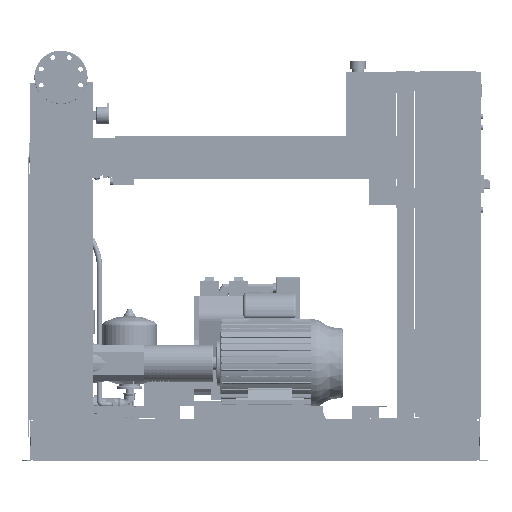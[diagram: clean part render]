
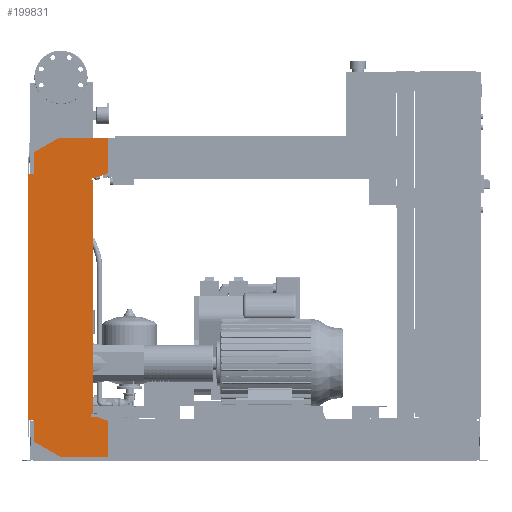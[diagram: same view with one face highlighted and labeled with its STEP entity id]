
A CAD part, front view. The second image highlights one B-rep face of the part: STEP entity #199831.
In plain terms, the highlighted free-form (B-spline) face has degree [1, 1] with [2, 2] control points.
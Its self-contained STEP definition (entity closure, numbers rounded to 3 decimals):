
#199316=CARTESIAN_POINT('',(-102.0,-565.5,1076.0));
#199317=VERTEX_POINT('',#199316);
#199324=CARTESIAN_POINT('',(-102.0,-565.5,1158.574));
#199325=VERTEX_POINT('',#199324);
#199326=CARTESIAN_POINT('',(-102.0,-565.5,1076.0));
#199327=DIRECTION('',(0.0,0.0,1.0));
#199328=VECTOR('',#199327,82.574);
#199329=LINE('',#199326,#199328);
#199330=EDGE_CURVE('',#199317,#199325,#199329,.T.);
#199348=CARTESIAN_POINT('',(-6.,-565.5,1214.0));
#199349=VERTEX_POINT('',#199348);
#199350=CARTESIAN_POINT('',(-102.0,-565.5,1158.574));
#199351=DIRECTION('',(0.866,0.0,0.5));
#199352=VECTOR('',#199351,110.851);
#199353=LINE('',#199350,#199352);
#199354=EDGE_CURVE('',#199325,#199349,#199353,.T.);
#199372=CARTESIAN_POINT('',(177.0,-565.5,1214.0));
#199373=VERTEX_POINT('',#199372);
#199374=CARTESIAN_POINT('',(-6.,-565.5,1214.0));
#199375=DIRECTION('',(1.0,0.0,0.0));
#199376=VECTOR('',#199375,183.0);
#199377=LINE('',#199374,#199376);
#199378=EDGE_CURVE('',#199349,#199373,#199377,.T.);
#199396=CARTESIAN_POINT('',(177.0,-565.5,1080.379));
#199397=VERTEX_POINT('',#199396);
#199398=CARTESIAN_POINT('',(177.0,-565.5,1214.0));
#199399=DIRECTION('',(0.0,0.0,-1.0));
#199400=VECTOR('',#199399,133.621);
#199401=LINE('',#199398,#199400);
#199402=EDGE_CURVE('',#199373,#199397,#199401,.T.);
#199420=CARTESIAN_POINT('',(132.,-565.5,1064.0));
#199421=VERTEX_POINT('',#199420);
#199422=CARTESIAN_POINT('',(177.0,-565.5,1080.379));
#199423=DIRECTION('',(-0.94,0.0,-0.342));
#199424=VECTOR('',#199423,47.888);
#199425=LINE('',#199422,#199424);
#199426=EDGE_CURVE('',#199397,#199421,#199425,.T.);
#199444=CARTESIAN_POINT('',(112.0,-565.5,1064.0));
#199445=VERTEX_POINT('',#199444);
#199446=CARTESIAN_POINT('',(132.,-565.5,1064.0));
#199447=DIRECTION('',(-1.0,0.0,0.0));
#199448=VECTOR('',#199447,20.);
#199449=LINE('',#199446,#199448);
#199450=EDGE_CURVE('',#199421,#199445,#199449,.T.);
#199468=CARTESIAN_POINT('',(112.0,-565.5,1056.0));
#199469=VERTEX_POINT('',#199468);
#199470=CARTESIAN_POINT('',(112.0,-565.5,1064.0));
#199471=DIRECTION('',(0.0,0.0,-1.0));
#199472=VECTOR('',#199471,8.0);
#199473=LINE('',#199470,#199472);
#199474=EDGE_CURVE('',#199445,#199469,#199473,.T.);
#199492=CARTESIAN_POINT('',(120.,-565.5,1056.0));
#199493=VERTEX_POINT('',#199492);
#199494=CARTESIAN_POINT('',(112.0,-565.5,1056.0));
#199495=DIRECTION('',(1.0,0.0,0.0));
#199496=VECTOR('',#199495,8.);
#199497=LINE('',#199494,#199496);
#199498=EDGE_CURVE('',#199469,#199493,#199497,.T.);
#199516=CARTESIAN_POINT('',(120.,-565.5,176.));
#199517=VERTEX_POINT('',#199516);
#199528=CARTESIAN_POINT('',(120.,-565.5,1056.0));
#199529=DIRECTION('',(0.0,0.0,-1.0));
#199530=VECTOR('',#199529,880.);
#199531=LINE('',#199528,#199530);
#199532=EDGE_CURVE('',#199493,#199517,#199531,.T.);
#199546=CARTESIAN_POINT('',(112.,-565.5,176.));
#199547=VERTEX_POINT('',#199546);
#199548=CARTESIAN_POINT('',(120.,-565.5,176.));
#199549=DIRECTION('',(-1.0,0.0,0.0));
#199550=VECTOR('',#199549,8.);
#199551=LINE('',#199548,#199550);
#199552=EDGE_CURVE('',#199517,#199547,#199551,.T.);
#199570=CARTESIAN_POINT('',(112.,-565.5,168.));
#199571=VERTEX_POINT('',#199570);
#199572=CARTESIAN_POINT('',(112.,-565.5,176.));
#199573=DIRECTION('',(0.0,0.0,-1.0));
#199574=VECTOR('',#199573,8.0);
#199575=LINE('',#199572,#199574);
#199576=EDGE_CURVE('',#199547,#199571,#199575,.T.);
#199594=CARTESIAN_POINT('',(132.,-565.5,168.));
#199595=VERTEX_POINT('',#199594);
#199596=CARTESIAN_POINT('',(112.,-565.5,168.));
#199597=DIRECTION('',(1.0,0.0,0.0));
#199598=VECTOR('',#199597,20.0);
#199599=LINE('',#199596,#199598);
#199600=EDGE_CURVE('',#199571,#199595,#199599,.T.);
#199618=CARTESIAN_POINT('',(177.,-565.5,151.621));
#199619=VERTEX_POINT('',#199618);
#199620=CARTESIAN_POINT('',(132.,-565.5,168.));
#199621=DIRECTION('',(0.94,0.0,-0.342));
#199622=VECTOR('',#199621,47.888);
#199623=LINE('',#199620,#199622);
#199624=EDGE_CURVE('',#199595,#199619,#199623,.T.);
#199642=CARTESIAN_POINT('',(177.,-565.5,18.0));
#199643=VERTEX_POINT('',#199642);
#199644=CARTESIAN_POINT('',(177.,-565.5,151.621));
#199645=DIRECTION('',(0.0,0.0,-1.0));
#199646=VECTOR('',#199645,133.621);
#199647=LINE('',#199644,#199646);
#199648=EDGE_CURVE('',#199619,#199643,#199647,.T.);
#199666=CARTESIAN_POINT('',(-4.,-565.5,18.0));
#199667=VERTEX_POINT('',#199666);
#199668=CARTESIAN_POINT('',(177.,-565.5,18.0));
#199669=DIRECTION('',(-1.0,0.0,0.0));
#199670=VECTOR('',#199669,181.);
#199671=LINE('',#199668,#199670);
#199672=EDGE_CURVE('',#199643,#199667,#199671,.T.);
#199690=CARTESIAN_POINT('',(-102.,-565.5,74.58));
#199691=VERTEX_POINT('',#199690);
#199692=CARTESIAN_POINT('',(-4.,-565.5,18.0));
#199693=DIRECTION('',(-0.866,0.0,0.5));
#199694=VECTOR('',#199693,113.161);
#199695=LINE('',#199692,#199694);
#199696=EDGE_CURVE('',#199667,#199691,#199695,.T.);
#199714=CARTESIAN_POINT('',(-102.,-565.5,156.0));
#199715=VERTEX_POINT('',#199714);
#199716=CARTESIAN_POINT('',(-102.,-565.5,74.58));
#199717=DIRECTION('',(0.0,0.0,1.0));
#199718=VECTOR('',#199717,81.42);
#199719=LINE('',#199716,#199718);
#199720=EDGE_CURVE('',#199691,#199715,#199719,.T.);
#199738=CARTESIAN_POINT('',(-122.,-565.5,156.0));
#199739=VERTEX_POINT('',#199738);
#199740=CARTESIAN_POINT('',(-102.,-565.5,156.0));
#199741=DIRECTION('',(-1.0,0.0,0.0));
#199742=VECTOR('',#199741,20.0);
#199743=LINE('',#199740,#199742);
#199744=EDGE_CURVE('',#199715,#199739,#199743,.T.);
#199762=CARTESIAN_POINT('',(-122.0,-565.5,1076.0));
#199763=VERTEX_POINT('',#199762);
#199776=CARTESIAN_POINT('',(-122.,-565.5,156.0));
#199777=DIRECTION('',(0.0,0.0,1.0));
#199778=VECTOR('',#199777,920.0);
#199779=LINE('',#199776,#199778);
#199780=EDGE_CURVE('',#199739,#199763,#199779,.T.);
#199794=CARTESIAN_POINT('',(-122.0,-565.5,1076.0));
#199795=DIRECTION('',(1.0,0.0,0.0));
#199796=VECTOR('',#199795,20.0);
#199797=LINE('',#199794,#199796);
#199798=EDGE_CURVE('',#199763,#199317,#199797,.T.);
#199804=CARTESIAN_POINT('',(-122.,-565.5,18.0));
#199805=CARTESIAN_POINT('',(177.0,-565.5,18.0));
#199806=CARTESIAN_POINT('',(-122.,-565.5,1214.0));
#199807=CARTESIAN_POINT('',(177.0,-565.5,1214.0));
#199808=B_SPLINE_SURFACE_WITH_KNOTS('',1,1,((#199804,#199806),(#199805,#199807)),.UNSPECIFIED.,.F.,.F.,.U.,(2,2),(2,2),(0.0,299.),(0.0,1196.0),.UNSPECIFIED.);
#199809=ORIENTED_EDGE('',*,*,#199798,.F.);
#199810=ORIENTED_EDGE('',*,*,#199780,.F.);
#199811=ORIENTED_EDGE('',*,*,#199744,.F.);
#199812=ORIENTED_EDGE('',*,*,#199720,.F.);
#199813=ORIENTED_EDGE('',*,*,#199696,.F.);
#199814=ORIENTED_EDGE('',*,*,#199672,.F.);
#199815=ORIENTED_EDGE('',*,*,#199648,.F.);
#199816=ORIENTED_EDGE('',*,*,#199624,.F.);
#199817=ORIENTED_EDGE('',*,*,#199600,.F.);
#199818=ORIENTED_EDGE('',*,*,#199576,.F.);
#199819=ORIENTED_EDGE('',*,*,#199552,.F.);
#199820=ORIENTED_EDGE('',*,*,#199532,.F.);
#199821=ORIENTED_EDGE('',*,*,#199498,.F.);
#199822=ORIENTED_EDGE('',*,*,#199474,.F.);
#199823=ORIENTED_EDGE('',*,*,#199450,.F.);
#199824=ORIENTED_EDGE('',*,*,#199426,.F.);
#199825=ORIENTED_EDGE('',*,*,#199402,.F.);
#199826=ORIENTED_EDGE('',*,*,#199378,.F.);
#199827=ORIENTED_EDGE('',*,*,#199354,.F.);
#199828=ORIENTED_EDGE('',*,*,#199330,.F.);
#199829=EDGE_LOOP('',(#199809,#199810,#199811,#199812,#199813,#199814,#199815,#199816,#199817,#199818,#199819,#199820,#199821,#199822,#199823,#199824,#199825,#199826,#199827,#199828));
#199830=FACE_OUTER_BOUND('',#199829,.T.);
#199831=ADVANCED_FACE('',(#199830),#199808,.T.);
